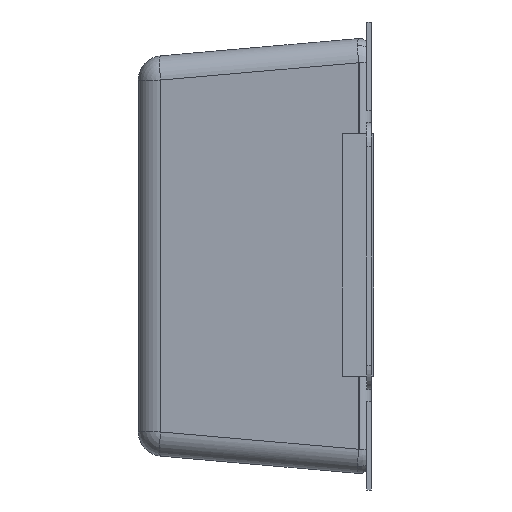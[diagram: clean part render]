
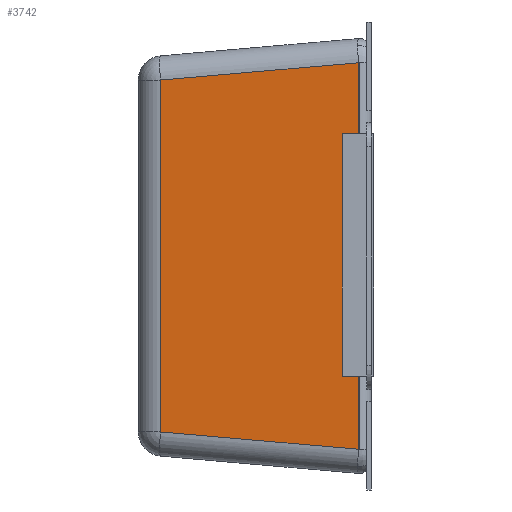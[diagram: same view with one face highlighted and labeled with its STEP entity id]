
A CAD part, left-side view. The second image highlights one B-rep face of the part: STEP entity #3742.
In plain terms, the highlighted planar face has unit normal (-0.996, 0.087, 0).
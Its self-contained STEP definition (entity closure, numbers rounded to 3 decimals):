
#92 = ORIENTED_EDGE ( 'NONE', *, *, #4499, .T. ) ;
#365 = CARTESIAN_POINT ( 'NONE',  ( -1.395, 0.054, -0.9 ) ) ;
#368 = DIRECTION ( 'NONE',  ( 0., 0., -1. ) ) ;
#602 = VERTEX_POINT ( 'NONE', #2456 ) ;
#638 = DIRECTION ( 'NONE',  ( -0.087, -0.996, 0. ) ) ;
#668 = DIRECTION ( 'NONE',  ( -0.996, 0.087, 0. ) ) ;
#779 = ORIENTED_EDGE ( 'NONE', *, *, #1402, .T. ) ;
#800 = VERTEX_POINT ( 'NONE', #3996 ) ;
#846 = VERTEX_POINT ( 'NONE', #3458 ) ;
#1078 = VECTOR ( 'NONE', #3187, 1000. ) ;
#1234 = CARTESIAN_POINT ( 'NONE',  ( -1.387, 0.147, 0.788 ) ) ;
#1402 = EDGE_CURVE ( 'NONE', #800, #602, #4544, .T. ) ;
#1707 = LINE ( 'NONE', #5531, #4427 ) ;
#2055 = ORIENTED_EDGE ( 'NONE', *, *, #2098, .T. ) ;
#2098 = EDGE_CURVE ( 'NONE', #846, #800, #4643, .T. ) ;
#2115 = EDGE_CURVE ( 'NONE', #3764, #846, #4153, .T. ) ;
#2292 = EDGE_LOOP ( 'NONE', ( #4373, #2055, #779, #92 ) ) ;
#2456 = CARTESIAN_POINT ( 'NONE',  ( -1.324, 0.869, 0.724 ) ) ;
#3013 = FACE_OUTER_BOUND ( 'NONE', #2292, .T. ) ;
#3187 = DIRECTION ( 'NONE',  ( 0., 0., 1. ) ) ;
#3436 = CARTESIAN_POINT ( 'NONE',  ( -1.324, 0.869, -0.724 ) ) ;
#3458 = CARTESIAN_POINT ( 'NONE',  ( -1.395, 0.054, -0.796 ) ) ;
#3501 = CARTESIAN_POINT ( 'NONE',  ( -1.4, 0., -0.9 ) ) ;
#3742 = ADVANCED_FACE ( 'NONE', ( #3013 ), #3918, .T. ) ;
#3764 = VERTEX_POINT ( 'NONE', #3436 ) ;
#3918 = PLANE ( 'NONE',  #5921 ) ;
#3996 = CARTESIAN_POINT ( 'NONE',  ( -1.395, 0.054, 0.796 ) ) ;
#4147 = DIRECTION ( 'NONE',  ( 0.087, 0.992, -0.087 ) ) ;
#4153 = LINE ( 'NONE', #6160, #6086 ) ;
#4373 = ORIENTED_EDGE ( 'NONE', *, *, #2115, .T. ) ;
#4427 = VECTOR ( 'NONE', #368, 1000. ) ;
#4499 = EDGE_CURVE ( 'NONE', #602, #3764, #1707, .T. ) ;
#4544 = LINE ( 'NONE', #1234, #5671 ) ;
#4643 = LINE ( 'NONE', #365, #1078 ) ;
#4708 = DIRECTION ( 'NONE',  ( -0.087, -0.992, -0.087 ) ) ;
#5531 = CARTESIAN_POINT ( 'NONE',  ( -1.324, 0.869, -0.716 ) ) ;
#5671 = VECTOR ( 'NONE', #4147, 1000. ) ;
#5921 = AXIS2_PLACEMENT_3D ( 'NONE', #3501, #668, #638 ) ;
#6086 = VECTOR ( 'NONE', #4708, 1000. ) ;
#6160 = CARTESIAN_POINT ( 'NONE',  ( -1.401, -0.009, -0.801 ) ) ;
